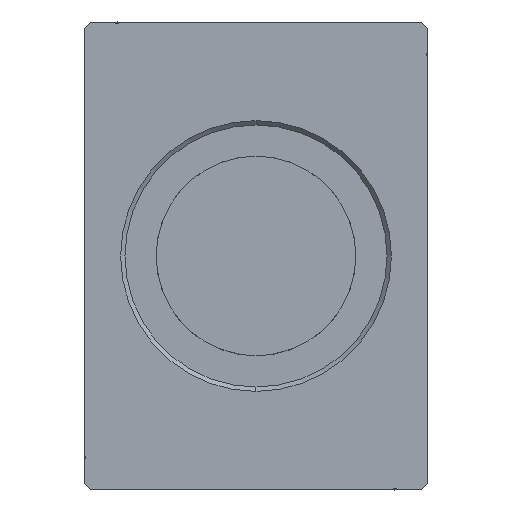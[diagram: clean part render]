
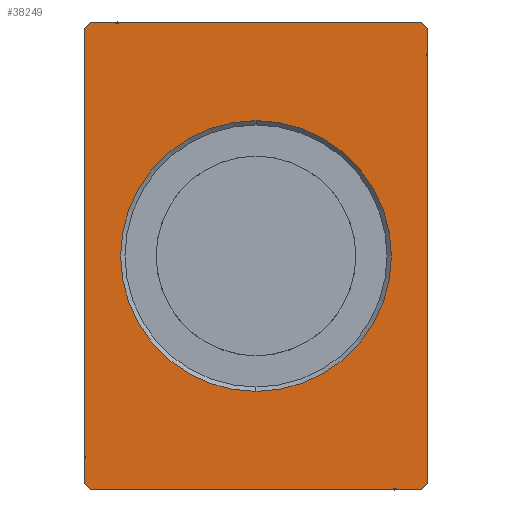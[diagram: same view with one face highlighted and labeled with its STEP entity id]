
A CAD part, left-side view. The second image highlights one B-rep face of the part: STEP entity #38249.
In plain terms, the highlighted planar face has unit normal (-1, 0, 0).
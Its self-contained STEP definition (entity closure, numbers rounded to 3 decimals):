
#927 = CARTESIAN_POINT ( 'NONE',  ( 0., 27.5, 36.5 ) ) ;
#1386 = ORIENTED_EDGE ( 'NONE', *, *, #2674, .F. ) ;
#2131 = ORIENTED_EDGE ( 'NONE', *, *, #23964, .F. ) ;
#2411 = DIRECTION ( 'NONE',  ( 1., 0., 0. ) ) ;
#2674 = EDGE_CURVE ( 'NONE', #21518, #9087, #34742, .T. ) ;
#3406 = VERTEX_POINT ( 'NONE', #24022 ) ;
#3469 = VECTOR ( 'NONE', #25235, 1000. ) ;
#3778 = ORIENTED_EDGE ( 'NONE', *, *, #17288, .F. ) ;
#3883 = EDGE_CURVE ( 'NONE', #9087, #35302, #30927, .T. ) ;
#4969 = DIRECTION ( 'NONE',  ( 0., -1., 0. ) ) ;
#6356 = ORIENTED_EDGE ( 'NONE', *, *, #6829, .F. ) ;
#6509 = CARTESIAN_POINT ( 'NONE',  ( 0., -26.5, 37.5 ) ) ;
#6829 = EDGE_CURVE ( 'NONE', #26366, #33738, #10387, .T. ) ;
#6978 = DIRECTION ( 'NONE',  ( 0., -0.707, -0.707 ) ) ;
#8073 = CARTESIAN_POINT ( 'NONE',  ( 0., 0., 0. ) ) ;
#9087 = VERTEX_POINT ( 'NONE', #6509 ) ;
#10203 = PLANE ( 'NONE',  #10558 ) ;
#10314 = EDGE_CURVE ( 'NONE', #37676, #12798, #24331, .T. ) ;
#10387 = LINE ( 'NONE', #16751, #17177 ) ;
#10558 = AXIS2_PLACEMENT_3D ( 'NONE', #37103, #34316, #37696 ) ;
#10948 = ORIENTED_EDGE ( 'NONE', *, *, #24190, .F. ) ;
#11404 = CARTESIAN_POINT ( 'NONE',  ( 0., 0., 0. ) ) ;
#11792 = DIRECTION ( 'NONE',  ( 0., 0.707, 0.707 ) ) ;
#12135 = CARTESIAN_POINT ( 'NONE',  ( 0., 27.5, -36.5 ) ) ;
#12798 = VERTEX_POINT ( 'NONE', #16137 ) ;
#13064 = CARTESIAN_POINT ( 'NONE',  ( 0., -26.5, -37.5 ) ) ;
#13085 = VECTOR ( 'NONE', #17680, 1000. ) ;
#13176 = CARTESIAN_POINT ( 'NONE',  ( 0., -26.5, 37.5 ) ) ;
#13768 = DIRECTION ( 'NONE',  ( 0., 0., 1. ) ) ;
#13807 = CARTESIAN_POINT ( 'NONE',  ( 0., -27.5, -36.5 ) ) ;
#14098 = EDGE_CURVE ( 'NONE', #3406, #17095, #25580, .T. ) ;
#14774 = CARTESIAN_POINT ( 'NONE',  ( 0., 26.5, 37.5 ) ) ;
#15925 = CARTESIAN_POINT ( 'NONE',  ( 0., 0., -21.7 ) ) ;
#16137 = CARTESIAN_POINT ( 'NONE',  ( 0., 0., 21.7 ) ) ;
#16751 = CARTESIAN_POINT ( 'NONE',  ( 0., 27.5, -36.5 ) ) ;
#17095 = VERTEX_POINT ( 'NONE', #20904 ) ;
#17177 = VECTOR ( 'NONE', #13768, 1000. ) ;
#17288 = EDGE_CURVE ( 'NONE', #33738, #21518, #25879, .T. ) ;
#17680 = DIRECTION ( 'NONE',  ( 0., 0., -1. ) ) ;
#18268 = VERTEX_POINT ( 'NONE', #25047 ) ;
#18569 = ORIENTED_EDGE ( 'NONE', *, *, #25579, .F. ) ;
#18625 = VECTOR ( 'NONE', #32439, 1000. ) ;
#19371 = FACE_OUTER_BOUND ( 'NONE', #20783, .T. ) ;
#20098 = AXIS2_PLACEMENT_3D ( 'NONE', #11404, #2411, #35715 ) ;
#20783 = EDGE_LOOP ( 'NONE', ( #3778, #6356, #10948, #2131, #26482, #18569, #29621, #1386 ) ) ;
#20904 = CARTESIAN_POINT ( 'NONE',  ( 0., -26.5, -37.5 ) ) ;
#21518 = VERTEX_POINT ( 'NONE', #14774 ) ;
#23964 = EDGE_CURVE ( 'NONE', #17095, #18268, #24826, .T. ) ;
#24022 = CARTESIAN_POINT ( 'NONE',  ( 0., -27.5, -36.5 ) ) ;
#24161 = ORIENTED_EDGE ( 'NONE', *, *, #10314, .T. ) ;
#24190 = EDGE_CURVE ( 'NONE', #18268, #26366, #26953, .T. ) ;
#24331 = CIRCLE ( 'NONE', #29439, 21.7 ) ;
#24826 = LINE ( 'NONE', #13064, #3469 ) ;
#25047 = CARTESIAN_POINT ( 'NONE',  ( 0., 26.5, -37.5 ) ) ;
#25187 = CIRCLE ( 'NONE', #20098, 21.7 ) ;
#25235 = DIRECTION ( 'NONE',  ( 0., 1., 0. ) ) ;
#25269 = EDGE_CURVE ( 'NONE', #12798, #37676, #25187, .T. ) ;
#25419 = VECTOR ( 'NONE', #6978, 1000. ) ;
#25559 = EDGE_LOOP ( 'NONE', ( #39364, #24161 ) ) ;
#25579 = EDGE_CURVE ( 'NONE', #35302, #3406, #30046, .T. ) ;
#25580 = LINE ( 'NONE', #13807, #38940 ) ;
#25879 = LINE ( 'NONE', #38609, #18625 ) ;
#25982 = DIRECTION ( 'NONE',  ( 0., 0.707, -0.707 ) ) ;
#26366 = VERTEX_POINT ( 'NONE', #12135 ) ;
#26425 = DIRECTION ( 'NONE',  ( 0., 0., -1. ) ) ;
#26482 = ORIENTED_EDGE ( 'NONE', *, *, #14098, .F. ) ;
#26953 = LINE ( 'NONE', #39286, #37228 ) ;
#29439 = AXIS2_PLACEMENT_3D ( 'NONE', #8073, #35572, #26425 ) ;
#29621 = ORIENTED_EDGE ( 'NONE', *, *, #3883, .F. ) ;
#30046 = LINE ( 'NONE', #32845, #13085 ) ;
#30460 = VECTOR ( 'NONE', #4969, 1000. ) ;
#30927 = LINE ( 'NONE', #13176, #25419 ) ;
#30930 = CARTESIAN_POINT ( 'NONE',  ( 0., -27.5, 36.5 ) ) ;
#31764 = CARTESIAN_POINT ( 'NONE',  ( 0., 26.5, 37.5 ) ) ;
#32439 = DIRECTION ( 'NONE',  ( 0., -0.707, 0.707 ) ) ;
#32845 = CARTESIAN_POINT ( 'NONE',  ( 0., -27.5, 36.5 ) ) ;
#33738 = VERTEX_POINT ( 'NONE', #927 ) ;
#34316 = DIRECTION ( 'NONE',  ( 1., 0., 0. ) ) ;
#34742 = LINE ( 'NONE', #31764, #30460 ) ;
#35302 = VERTEX_POINT ( 'NONE', #30930 ) ;
#35572 = DIRECTION ( 'NONE',  ( 1., 0., 0. ) ) ;
#35715 = DIRECTION ( 'NONE',  ( 0., 0., -1. ) ) ;
#37103 = CARTESIAN_POINT ( 'NONE',  ( 0., 0., 0. ) ) ;
#37228 = VECTOR ( 'NONE', #11792, 1000. ) ;
#37676 = VERTEX_POINT ( 'NONE', #15925 ) ;
#37696 = DIRECTION ( 'NONE',  ( 0., 0., -1. ) ) ;
#37904 = FACE_BOUND ( 'NONE', #25559, .T. ) ;
#38249 = ADVANCED_FACE ( 'NONE', ( #37904, #19371 ), #10203, .F. ) ;
#38609 = CARTESIAN_POINT ( 'NONE',  ( 0., 27.5, 36.5 ) ) ;
#38940 = VECTOR ( 'NONE', #25982, 1000. ) ;
#39286 = CARTESIAN_POINT ( 'NONE',  ( 0., 26.5, -37.5 ) ) ;
#39364 = ORIENTED_EDGE ( 'NONE', *, *, #25269, .T. ) ;
